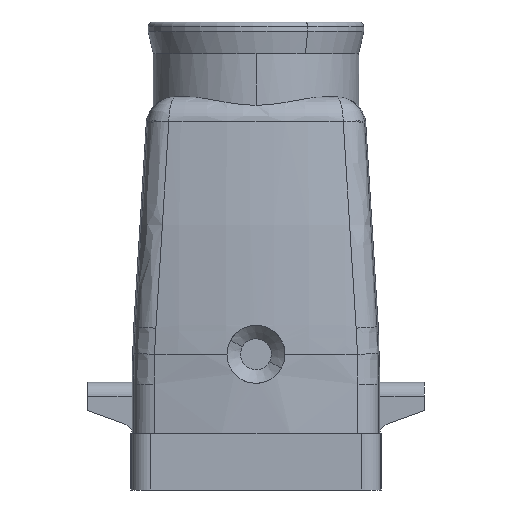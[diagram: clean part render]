
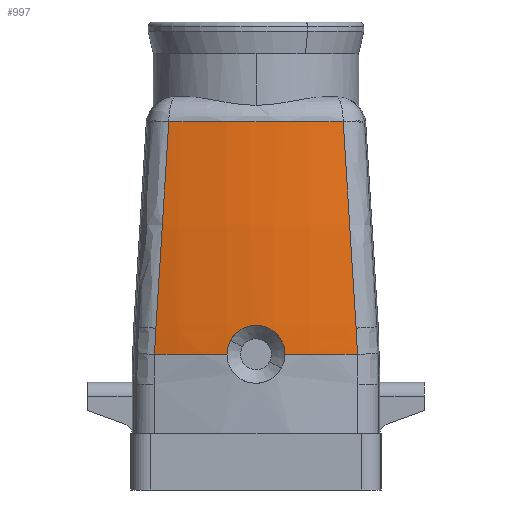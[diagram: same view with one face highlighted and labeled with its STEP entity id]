
A CAD part, front view. The second image highlights one B-rep face of the part: STEP entity #997.
In plain terms, the highlighted face is a revolution surface.
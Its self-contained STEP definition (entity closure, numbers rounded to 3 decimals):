
#937=AXIS2_PLACEMENT_3D('Circle Axis2P3D',#935,#936,$) ;
#968=AXIS2_PLACEMENT_3D('Circle Axis2P3D',#966,#967,$) ;
#981=AXIS2_PLACEMENT_3D('Circle Axis2P3D',#979,#980,$) ;
#656=CARTESIAN_POINT('Vertex',(8.679,2.408,39.328)) ;
#660=CARTESIAN_POINT('Control Point',(8.679,2.408,39.328)) ;
#661=CARTESIAN_POINT('Control Point',(8.679,2.408,39.33)) ;
#662=CARTESIAN_POINT('Control Point',(8.679,2.408,39.332)) ;
#663=CARTESIAN_POINT('Control Point',(8.679,2.408,39.335)) ;
#664=CARTESIAN_POINT('Control Point',(8.68,2.409,39.337)) ;
#665=CARTESIAN_POINT('Control Point',(8.68,2.409,39.339)) ;
#666=CARTESIAN_POINT('Vertex',(8.679,2.409,39.339)) ;
#882=CARTESIAN_POINT('Vertex',(7.297,1.277,17.293)) ;
#886=CARTESIAN_POINT('Control Point',(7.297,1.277,17.293)) ;
#887=CARTESIAN_POINT('Control Point',(7.58,1.273,21.708)) ;
#888=CARTESIAN_POINT('Control Point',(7.86,1.384,26.123)) ;
#889=CARTESIAN_POINT('Control Point',(8.136,1.611,30.534)) ;
#890=CARTESIAN_POINT('Control Point',(8.409,1.952,34.937)) ;
#891=CARTESIAN_POINT('Control Point',(8.679,2.408,39.328)) ;
#901=CARTESIAN_POINT('Control Point',(-2.,4.274,14.5)) ;
#902=CARTESIAN_POINT('Control Point',(-2.,4.274,22.797)) ;
#903=CARTESIAN_POINT('Control Point',(-1.812,4.705,31.095)) ;
#904=CARTESIAN_POINT('Control Point',(-1.437,5.563,39.339)) ;
#905=CARTESIAN_POINT('Axis1P Location',(18.,50.1,14.5)) ;
#910=CARTESIAN_POINT('Control Point',(14.9,0.196,14.5)) ;
#911=CARTESIAN_POINT('Control Point',(14.9,0.196,15.016)) ;
#912=CARTESIAN_POINT('Control Point',(15.032,0.19,15.532)) ;
#913=CARTESIAN_POINT('Control Point',(15.279,0.179,15.986)) ;
#914=CARTESIAN_POINT('Vertex',(14.9,0.196,14.5)) ;
#916=CARTESIAN_POINT('Vertex',(15.279,0.179,15.986)) ;
#920=CARTESIAN_POINT('Control Point',(21.1,0.196,14.5)) ;
#921=CARTESIAN_POINT('Control Point',(21.1,0.196,15.198)) ;
#922=CARTESIAN_POINT('Control Point',(20.904,0.187,15.896)) ;
#923=CARTESIAN_POINT('Control Point',(20.51,0.168,16.521)) ;
#924=CARTESIAN_POINT('Control Point',(19.69,0.139,17.238)) ;
#925=CARTESIAN_POINT('Control Point',(18.678,0.124,17.555)) ;
#926=CARTESIAN_POINT('Control Point',(18.33,0.121,17.612)) ;
#927=CARTESIAN_POINT('Control Point',(17.38,0.12,17.632)) ;
#928=CARTESIAN_POINT('Control Point',(16.474,0.136,17.298)) ;
#929=CARTESIAN_POINT('Control Point',(15.967,0.152,16.953)) ;
#930=CARTESIAN_POINT('Control Point',(15.562,0.167,16.503)) ;
#931=CARTESIAN_POINT('Control Point',(15.279,0.179,15.986)) ;
#932=CARTESIAN_POINT('Vertex',(21.1,0.196,14.5)) ;
#935=CARTESIAN_POINT('Axis2P3D Location',(18.,50.1,14.5)) ;
#939=CARTESIAN_POINT('Vertex',(28.841,1.289,14.5)) ;
#943=CARTESIAN_POINT('Control Point',(28.703,1.277,17.293)) ;
#944=CARTESIAN_POINT('Control Point',(28.763,1.278,16.363)) ;
#945=CARTESIAN_POINT('Control Point',(28.809,1.282,15.432)) ;
#946=CARTESIAN_POINT('Control Point',(28.841,1.289,14.5)) ;
#947=CARTESIAN_POINT('Vertex',(28.703,1.277,17.293)) ;
#951=CARTESIAN_POINT('Control Point',(27.321,2.408,39.328)) ;
#952=CARTESIAN_POINT('Control Point',(27.77,1.649,32.009)) ;
#953=CARTESIAN_POINT('Control Point',(28.232,1.269,24.651)) ;
#954=CARTESIAN_POINT('Control Point',(28.703,1.277,17.293)) ;
#955=CARTESIAN_POINT('Vertex',(27.321,2.408,39.328)) ;
#959=CARTESIAN_POINT('Control Point',(27.321,2.408,39.328)) ;
#960=CARTESIAN_POINT('Control Point',(27.321,2.408,39.332)) ;
#961=CARTESIAN_POINT('Control Point',(27.321,2.409,39.335)) ;
#962=CARTESIAN_POINT('Control Point',(27.32,2.409,39.339)) ;
#963=CARTESIAN_POINT('Vertex',(27.321,2.409,39.339)) ;
#966=CARTESIAN_POINT('Axis2P3D Location',(18.,50.1,39.339)) ;
#972=CARTESIAN_POINT('Control Point',(7.159,1.289,14.5)) ;
#973=CARTESIAN_POINT('Control Point',(7.191,1.282,15.432)) ;
#974=CARTESIAN_POINT('Control Point',(7.237,1.278,16.363)) ;
#975=CARTESIAN_POINT('Control Point',(7.297,1.277,17.293)) ;
#976=CARTESIAN_POINT('Vertex',(7.159,1.289,14.5)) ;
#979=CARTESIAN_POINT('Axis2P3D Location',(18.,50.1,14.5)) ;
#906=DIRECTION('Axis1P Direction',(0.,0.,1.)) ;
#936=DIRECTION('Axis2P3D Direction',(0.,0.,1.)) ;
#967=DIRECTION('Axis2P3D Direction',(0.,0.,1.)) ;
#980=DIRECTION('Axis2P3D Direction',(0.,0.,1.)) ;
#907=AXIS1_PLACEMENT('Revolution Surface Axis1P',#905,#906) ;
#985=ORIENTED_EDGE('',*,*,#918,.T.) ;
#986=ORIENTED_EDGE('',*,*,#934,.F.) ;
#987=ORIENTED_EDGE('',*,*,#941,.T.) ;
#988=ORIENTED_EDGE('',*,*,#949,.T.) ;
#989=ORIENTED_EDGE('',*,*,#957,.T.) ;
#990=ORIENTED_EDGE('',*,*,#965,.T.) ;
#991=ORIENTED_EDGE('',*,*,#970,.T.) ;
#992=ORIENTED_EDGE('',*,*,#668,.F.) ;
#993=ORIENTED_EDGE('',*,*,#892,.F.) ;
#994=ORIENTED_EDGE('',*,*,#978,.F.) ;
#995=ORIENTED_EDGE('',*,*,#983,.T.) ;
#997=ADVANCED_FACE('Hauptk\X2\00F6\X0\rper',(#996),#908,.T.) ;
#659=B_SPLINE_CURVE_WITH_KNOTS('',5,(#660,#661,#662,#663,#664,#665),.UNSPECIFIED.,.F.,.U.,(6,6),(7.181,7.336),.UNSPECIFIED.) ;
#885=B_SPLINE_CURVE_WITH_KNOTS('',5,(#886,#887,#888,#889,#890,#891),.UNSPECIFIED.,.F.,.U.,(6,6),(11.7,42.778),.UNSPECIFIED.) ;
#900=B_SPLINE_CURVE_WITH_KNOTS('',3,(#901,#902,#903,#904),.UNSPECIFIED.,.F.,.U.,(4,4),(0.,24.892),.UNSPECIFIED.) ;
#909=B_SPLINE_CURVE_WITH_KNOTS('',3,(#910,#911,#912,#913),.UNSPECIFIED.,.F.,.U.,(4,4),(0.,2.191),.UNSPECIFIED.) ;
#919=B_SPLINE_CURVE_WITH_KNOTS('',5,(#920,#921,#922,#923,#924,#925,#926,#927,#928,#929,#930,#931),.UNSPECIFIED.,.F.,.U.,(6,3,3,6),(0.,4.935,7.385,11.54),.UNSPECIFIED.) ;
#942=B_SPLINE_CURVE_WITH_KNOTS('',3,(#943,#944,#945,#946),.UNSPECIFIED.,.F.,.U.,(4,4),(44.369,48.354),.UNSPECIFIED.) ;
#950=B_SPLINE_CURVE_WITH_KNOTS('',3,(#951,#952,#953,#954),.UNSPECIFIED.,.F.,.U.,(4,4),(11.538,42.616),.UNSPECIFIED.) ;
#958=B_SPLINE_CURVE_WITH_KNOTS('',3,(#959,#960,#961,#962),.UNSPECIFIED.,.F.,.U.,(4,4),(7.181,7.336),.UNSPECIFIED.) ;
#971=B_SPLINE_CURVE_WITH_KNOTS('',3,(#972,#973,#974,#975),.UNSPECIFIED.,.F.,.U.,(4,4),(7.861,11.847),.UNSPECIFIED.) ;
#938=CIRCLE('generated circle',#937,50.) ;
#969=CIRCLE('generated circle',#968,48.593) ;
#982=CIRCLE('generated circle',#981,50.) ;
#668=EDGE_CURVE('',#657,#667,#659,.T.) ;
#892=EDGE_CURVE('',#883,#657,#885,.T.) ;
#918=EDGE_CURVE('',#915,#917,#909,.T.) ;
#934=EDGE_CURVE('',#933,#917,#919,.T.) ;
#941=EDGE_CURVE('',#933,#940,#938,.T.) ;
#949=EDGE_CURVE('',#940,#948,#942,.F.) ;
#957=EDGE_CURVE('',#948,#956,#950,.F.) ;
#965=EDGE_CURVE('',#956,#964,#958,.T.) ;
#970=EDGE_CURVE('',#964,#667,#969,.F.) ;
#978=EDGE_CURVE('',#977,#883,#971,.T.) ;
#983=EDGE_CURVE('',#977,#915,#982,.T.) ;
#984=EDGE_LOOP('',(#985,#986,#987,#988,#989,#990,#991,#992,#993,#994,#995)) ;
#996=FACE_OUTER_BOUND('',#984,.T.) ;
#908=SURFACE_OF_REVOLUTION('Surface of Revolution',#900,#907) ;
#657=VERTEX_POINT('',#656) ;
#667=VERTEX_POINT('',#666) ;
#883=VERTEX_POINT('',#882) ;
#915=VERTEX_POINT('',#914) ;
#917=VERTEX_POINT('',#916) ;
#933=VERTEX_POINT('',#932) ;
#940=VERTEX_POINT('',#939) ;
#948=VERTEX_POINT('',#947) ;
#956=VERTEX_POINT('',#955) ;
#964=VERTEX_POINT('',#963) ;
#977=VERTEX_POINT('',#976) ;
